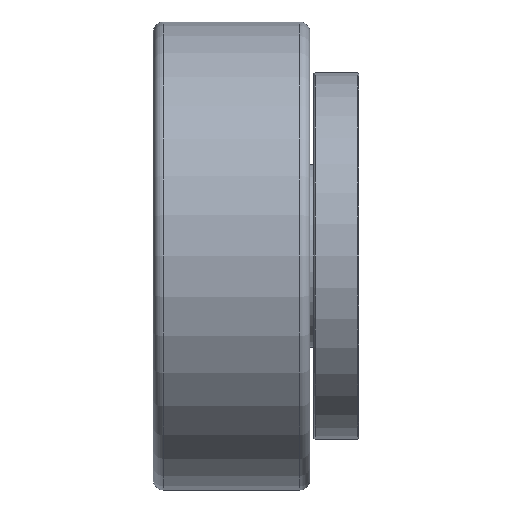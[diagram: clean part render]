
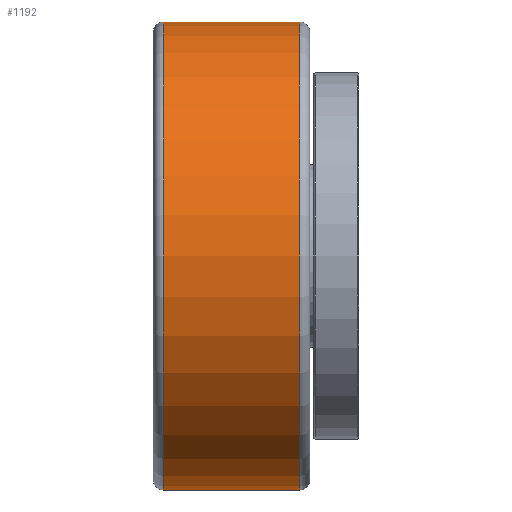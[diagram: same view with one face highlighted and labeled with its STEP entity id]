
A CAD part, front view. The second image highlights one B-rep face of the part: STEP entity #1192.
In plain terms, the highlighted cylindrical face has radius 115 mm (diameter 230 mm), a partial arc.
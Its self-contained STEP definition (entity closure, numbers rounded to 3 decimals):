
#210 = DIRECTION ( 'NONE',  ( -1., 0., 0. ) ) ;
#625 = LINE ( 'NONE', #7155, #14382 ) ;
#753 = DIRECTION ( 'NONE',  ( 0., 0., 1. ) ) ;
#1192 = ADVANCED_FACE ( 'NONE', ( #14154 ), #11691, .T. ) ;
#1772 = EDGE_CURVE ( 'NONE', #4363, #6325, #12453, .T. ) ;
#1981 = ORIENTED_EDGE ( 'NONE', *, *, #6288, .F. ) ;
#2975 = CARTESIAN_POINT ( 'NONE',  ( 5., 0., -115. ) ) ;
#3092 = EDGE_LOOP ( 'NONE', ( #14421, #13916, #8984, #1981 ) ) ;
#3537 = CARTESIAN_POINT ( 'NONE',  ( 0., 0., -115. ) ) ;
#3604 = AXIS2_PLACEMENT_3D ( 'NONE', #10923, #4226, #753 ) ;
#3817 = EDGE_CURVE ( 'NONE', #4363, #14607, #10576, .T. ) ;
#4226 = DIRECTION ( 'NONE',  ( -1., 0., 0. ) ) ;
#4293 = EDGE_CURVE ( 'NONE', #14607, #11660, #625, .T. ) ;
#4363 = VERTEX_POINT ( 'NONE', #7304 ) ;
#4406 = CARTESIAN_POINT ( 'NONE',  ( 5., 0., 115. ) ) ;
#5780 = DIRECTION ( 'NONE',  ( 0., 0., 1. ) ) ;
#5964 = DIRECTION ( 'NONE',  ( -1., 0., 0. ) ) ;
#6046 = DIRECTION ( 'NONE',  ( -1., 0., 0. ) ) ;
#6199 = DIRECTION ( 'NONE',  ( 0., 0., 1. ) ) ;
#6274 = CARTESIAN_POINT ( 'NONE',  ( 72., 0., 0. ) ) ;
#6288 = EDGE_CURVE ( 'NONE', #6325, #11660, #12149, .T. ) ;
#6325 = VERTEX_POINT ( 'NONE', #2975 ) ;
#7155 = CARTESIAN_POINT ( 'NONE',  ( 0., 0., 115. ) ) ;
#7304 = CARTESIAN_POINT ( 'NONE',  ( 72., 0., -115. ) ) ;
#7595 = CARTESIAN_POINT ( 'NONE',  ( 72., 0., 115. ) ) ;
#8984 = ORIENTED_EDGE ( 'NONE', *, *, #4293, .T. ) ;
#9853 = VECTOR ( 'NONE', #210, 1000. ) ;
#10307 = DIRECTION ( 'NONE',  ( -1., 0., 0. ) ) ;
#10576 = CIRCLE ( 'NONE', #10813, 115. ) ;
#10813 = AXIS2_PLACEMENT_3D ( 'NONE', #6274, #10307, #5780 ) ;
#10923 = CARTESIAN_POINT ( 'NONE',  ( 5., 0., 0. ) ) ;
#11660 = VERTEX_POINT ( 'NONE', #4406 ) ;
#11691 = CYLINDRICAL_SURFACE ( 'NONE', #14009, 115. ) ;
#12149 = CIRCLE ( 'NONE', #3604, 115. ) ;
#12453 = LINE ( 'NONE', #3537, #9853 ) ;
#12954 = CARTESIAN_POINT ( 'NONE',  ( 0., 0., 0. ) ) ;
#13916 = ORIENTED_EDGE ( 'NONE', *, *, #3817, .T. ) ;
#14009 = AXIS2_PLACEMENT_3D ( 'NONE', #12954, #6046, #6199 ) ;
#14154 = FACE_OUTER_BOUND ( 'NONE', #3092, .T. ) ;
#14382 = VECTOR ( 'NONE', #5964, 1000. ) ;
#14421 = ORIENTED_EDGE ( 'NONE', *, *, #1772, .F. ) ;
#14607 = VERTEX_POINT ( 'NONE', #7595 ) ;
